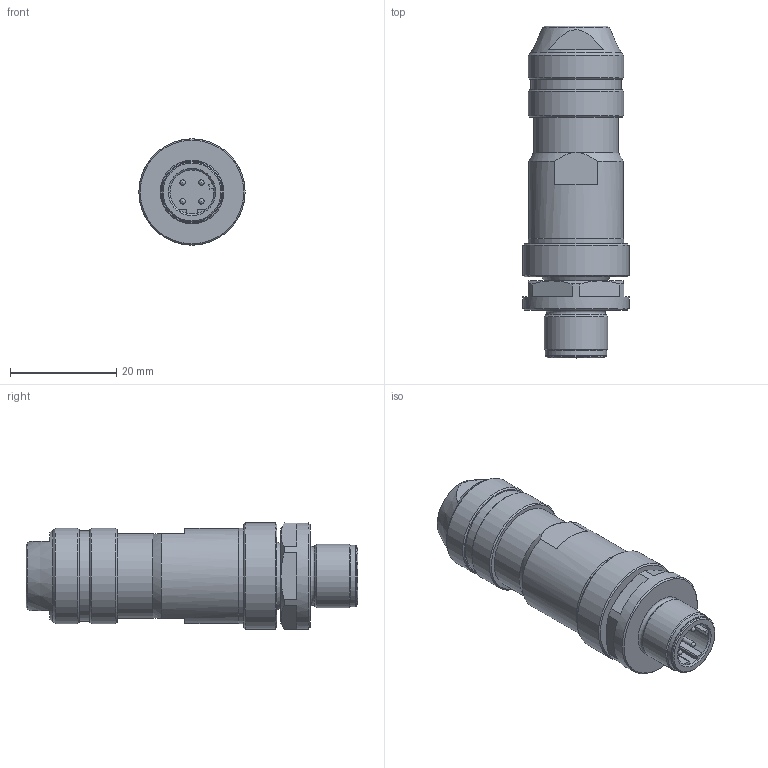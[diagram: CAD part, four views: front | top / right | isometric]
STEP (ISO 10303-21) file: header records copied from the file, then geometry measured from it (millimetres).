
FILE_DESCRIPTION(/* description */ ('STEP AP214'),/* implementation_level */ '2;1');
FILE_NAME(/* name */ '543109_NECU-M-S-D12G4-C2-ET',/* time_stamp */ '2024-09-11T15:01:26+02:00',/* author */ ('License CC BY-ND 4.0'),/* organization */ ('CADENAS'),/* preprocessor_version */ 'ST-DEVELOPER v19.3',/* originating_system */ 'PARTsolutions',/* authorisation */ ' ');
FILE_SCHEMA (('AUTOMOTIVE_DESIGN {1 0 10303 214 3 1 1}'));
Length unit declared in the file: millimetre
Products named in the file (1): 543109 NECU-M-S-D12G4-C2-ET
Bounding box: 20 x 62.5 x 20 mm (x, y, z)
Volume: 13340.1 mm3; surface area: 4854.8 mm2
Topology: 1 solids, 1 shells, 95 faces, 214 edges, 133 vertices
Faces by surface type: plane 43, cone 25, cylinder 22, sphere 4, torus 1
Full cylindrical faces by diameter (mm): 1 x4, 4.5 x1, 8.2 x1, 11.3 x1, 11.6 x1, 12 x1, 16 x1, 17 x1, 17.9 x1, 18 x3, 20 x2
Entity records: 3015 total; most frequent: CARTESIAN_POINT 441, DIRECTION 418, ORIENTED_EDGE 314, AXIS2_PLACEMENT_3D 183, EDGE_CURVE 157, EDGE_LOOP 147, FACE_BOUND 147, VERTEX_POINT 116
